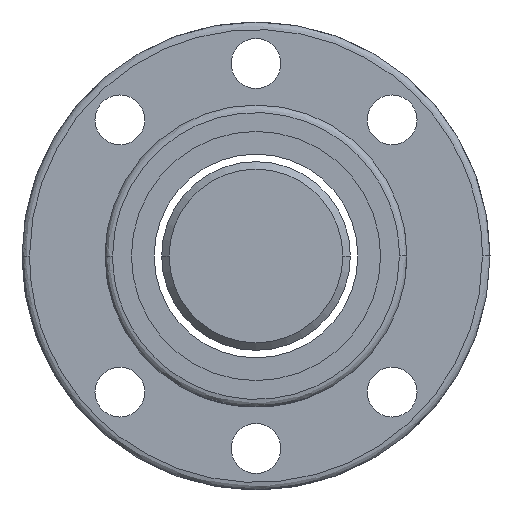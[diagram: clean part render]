
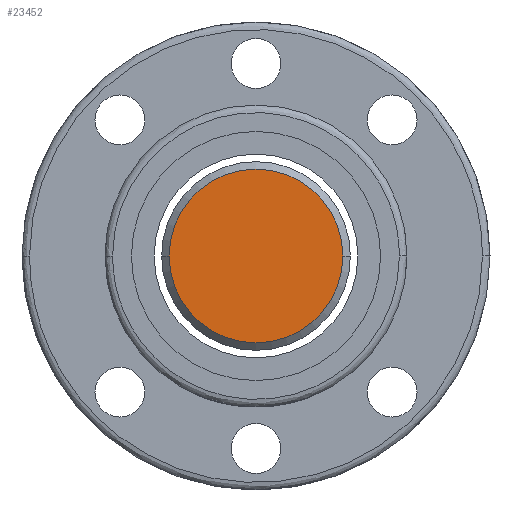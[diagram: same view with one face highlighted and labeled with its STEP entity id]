
A CAD part, left-side view. The second image highlights one B-rep face of the part: STEP entity #23452.
In plain terms, the highlighted planar face has unit normal (-1, 0, 0).
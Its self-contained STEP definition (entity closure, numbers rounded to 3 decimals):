
#1040 = CARTESIAN_POINT ( 'NONE',  ( -185., 0., 0. ) ) ;
#1068 = ORIENTED_EDGE ( 'NONE', *, *, #15646, .F. ) ;
#1379 = EDGE_LOOP ( 'NONE', ( #1068, #6401 ) ) ;
#2687 = CARTESIAN_POINT ( 'NONE',  ( -185., 11.5, 0. ) ) ;
#3243 = DIRECTION ( 'NONE',  ( 0., -1., 0. ) ) ;
#5043 = CARTESIAN_POINT ( 'NONE',  ( -185., 6.25, 0. ) ) ;
#5147 = CIRCLE ( 'NONE', #13989, 11.5 ) ;
#6401 = ORIENTED_EDGE ( 'NONE', *, *, #19417, .F. ) ;
#6714 = DIRECTION ( 'NONE',  ( 0., 1., 0. ) ) ;
#6989 = VERTEX_POINT ( 'NONE', #21135 ) ;
#8545 = DIRECTION ( 'NONE',  ( 1., 0., 0. ) ) ;
#10209 = CARTESIAN_POINT ( 'NONE',  ( -185., 0., 0. ) ) ;
#10366 = AXIS2_PLACEMENT_3D ( 'NONE', #1040, #18439, #24159 ) ;
#13989 = AXIS2_PLACEMENT_3D ( 'NONE', #10209, #8545, #6714 ) ;
#14827 = VERTEX_POINT ( 'NONE', #2687 ) ;
#15613 = AXIS2_PLACEMENT_3D ( 'NONE', #5043, #16717, #3243 ) ;
#15646 = EDGE_CURVE ( 'NONE', #14827, #6989, #5147, .T. ) ;
#16717 = DIRECTION ( 'NONE',  ( -1., 0., 0. ) ) ;
#17798 = CIRCLE ( 'NONE', #10366, 11.5 ) ;
#18439 = DIRECTION ( 'NONE',  ( 1., 0., 0. ) ) ;
#19417 = EDGE_CURVE ( 'NONE', #6989, #14827, #17798, .T. ) ;
#19716 = FACE_OUTER_BOUND ( 'NONE', #1379, .T. ) ;
#21135 = CARTESIAN_POINT ( 'NONE',  ( -185., -11.5, 0. ) ) ;
#23452 = ADVANCED_FACE ( 'NONE', ( #19716 ), #24077, .T. ) ;
#24077 = PLANE ( 'NONE',  #15613 ) ;
#24159 = DIRECTION ( 'NONE',  ( 0., 1., 0. ) ) ;
